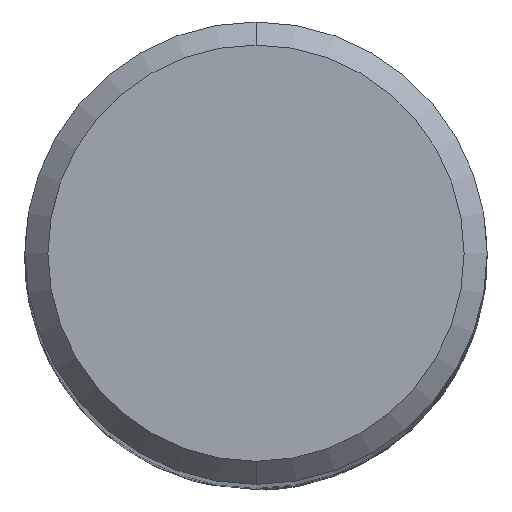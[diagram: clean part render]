
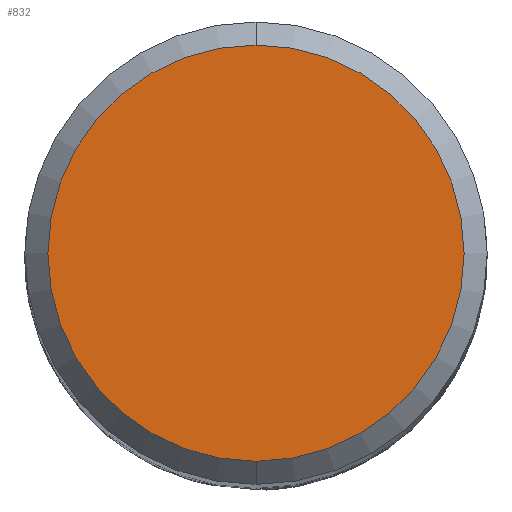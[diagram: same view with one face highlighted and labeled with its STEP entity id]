
A CAD part, top view. The second image highlights one B-rep face of the part: STEP entity #832.
In plain terms, the highlighted planar face has unit normal (0, 0, 1).
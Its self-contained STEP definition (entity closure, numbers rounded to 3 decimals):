
#524=EDGE_CURVE('',#1260,#1226,#1368,.T.);
#540=EDGE_CURVE('',#1226,#1260,#1386,.T.);
#832=ADVANCED_FACE('',(#1709),#1710,.T.);
#1226=VERTEX_POINT('',#2139);
#1260=VERTEX_POINT('',#2177);
#1368=CIRCLE('',#2966,3.6);
#1386=CIRCLE('',#3001,3.6);
#1709=FACE_OUTER_BOUND('',#6786,.T.);
#1710=PLANE('',#6787);
#2139=CARTESIAN_POINT('',(0.,-3.6,0.0));
#2177=CARTESIAN_POINT('',(0.0,3.6,0.0));
#2966=AXIS2_PLACEMENT_3D('',#9533,#9534,#9535);
#3001=AXIS2_PLACEMENT_3D('',#9558,#9559,#9560);
#6786=EDGE_LOOP('',(#9932,#9933));
#6787=AXIS2_PLACEMENT_3D('',#9934,#9935,#9936);
#9533=CARTESIAN_POINT('',(0.0,0.0,0.0));
#9534=DIRECTION('',(0.0,0.0,-1.0));
#9535=DIRECTION('',(0.0,1.0,0.0));
#9558=CARTESIAN_POINT('',(0.0,0.0,0.0));
#9559=DIRECTION('',(0.0,0.0,-1.0));
#9560=DIRECTION('',(0.0,1.0,0.0));
#9932=ORIENTED_EDGE('',*,*,#524,.F.);
#9933=ORIENTED_EDGE('',*,*,#540,.F.);
#9934=CARTESIAN_POINT('',(0.0,1.8,0.0));
#9935=DIRECTION('',(-0.0,0.0,1.0));
#9936=DIRECTION('',(0.0,-1.0,0.0));
